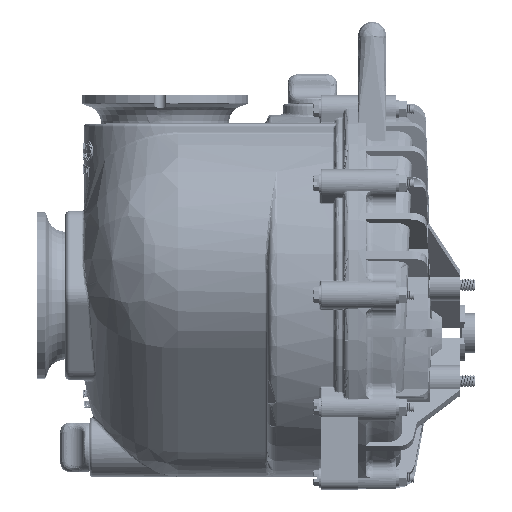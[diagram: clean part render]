
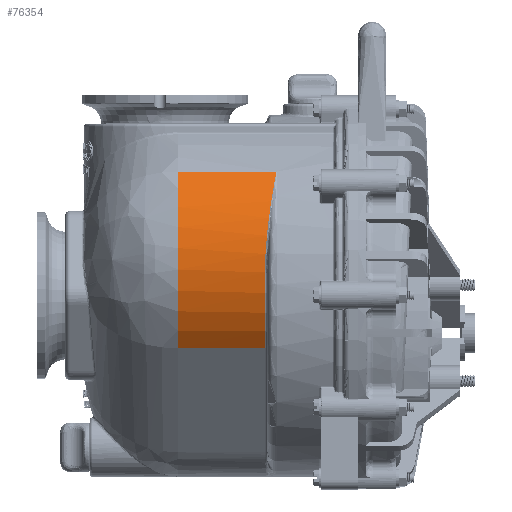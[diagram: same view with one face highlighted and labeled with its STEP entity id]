
A CAD part, top view. The second image highlights one B-rep face of the part: STEP entity #76354.
In plain terms, the highlighted cylindrical face has radius 90.424 mm (diameter 180.848 mm), a partial arc.
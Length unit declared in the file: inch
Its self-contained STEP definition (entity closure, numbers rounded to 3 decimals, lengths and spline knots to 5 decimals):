
#3691=CYLINDRICAL_SURFACE('',#82917,3.56);
#5819=CIRCLE('',#82196,3.56);
#5862=CIRCLE('',#82259,3.56);
#11216=FACE_OUTER_BOUND('',#15835,.T.);
#15835=EDGE_LOOP('',(#62816,#62817,#62818,#62819,#62820));
#19845=B_SPLINE_CURVE_WITH_KNOTS('',3,(#175062,#175063,#175064,#175065,
#175066,#175067,#175068,#175069,#175070,#175071,#175072,#175073,#175074,
#175075,#175076),.UNSPECIFIED.,.F.,.F.,(4,2,1,1,1,1,1,1,1,1,1,4),(-7.60079,
-7.59292,-6.83363,-6.07434,-5.31504,
-4.55575,-3.79646,-3.03717,-2.27788,
-1.51858,-0.75929,0.),.UNSPECIFIED.);
#22692=LINE('',#153844,#27201);
#23544=LINE('',#178392,#28053);
#27201=VECTOR('',#92598,0.3937);
#28053=VECTOR('',#96010,0.3937);
#33321=VERTEX_POINT('',#153841);
#33322=VERTEX_POINT('',#153843);
#34093=VERTEX_POINT('',#174575);
#34137=VERTEX_POINT('',#174962);
#34139=VERTEX_POINT('',#174968);
#42397=EDGE_CURVE('',#33321,#33322,#22692,.T.);
#43603=EDGE_CURVE('',#34093,#33321,#5819,.T.);
#43679=EDGE_CURVE('',#34139,#34137,#5862,.T.);
#43682=EDGE_CURVE('',#33322,#34139,#19845,.T.);
#44469=EDGE_CURVE('',#34093,#34137,#23544,.T.);
#62816=ORIENTED_EDGE('',*,*,#43682,.F.);
#62817=ORIENTED_EDGE('',*,*,#42397,.F.);
#62818=ORIENTED_EDGE('',*,*,#43603,.F.);
#62819=ORIENTED_EDGE('',*,*,#44469,.T.);
#62820=ORIENTED_EDGE('',*,*,#43679,.F.);
#76354=ADVANCED_FACE('',(#11216),#3691,.T.);
#82196=AXIS2_PLACEMENT_3D('',#174577,#94182,#94183);
#82259=AXIS2_PLACEMENT_3D('',#174970,#94333,#94334);
#82917=AXIS2_PLACEMENT_3D('',#178393,#96011,#96012);
#92598=DIRECTION('',(0.,0.,1.));
#94182=DIRECTION('center_axis',(0.,0.,-1.));
#94183=DIRECTION('ref_axis',(-1.,0.031,0.));
#94333=DIRECTION('center_axis',(0.,0.,1.));
#94334=DIRECTION('ref_axis',(-0.943,-0.333,0.));
#96010=DIRECTION('',(0.,0.,1.));
#96011=DIRECTION('center_axis',(0.,0.,1.));
#96012=DIRECTION('ref_axis',(-0.73,0.684,0.));
#153841=CARTESIAN_POINT('',(-3.51737,3.29553,-4.8));
#153843=CARTESIAN_POINT('',(-3.51737,3.29553,-2.17));
#153844=CARTESIAN_POINT('',(-3.51737,3.29553,-7.3));
#174575=CARTESIAN_POINT('',(-3.66151,-1.40894,-4.8));
#174577=CARTESIAN_POINT('Origin',(-0.91948,0.86149,-4.8));
#174962=CARTESIAN_POINT('',(-3.66151,-1.40894,-2.48));
#174968=CARTESIAN_POINT('',(-4.47032,0.60635,-2.48));
#174970=CARTESIAN_POINT('Origin',(-0.91948,0.86149,-2.48));
#175062=CARTESIAN_POINT('Ctrl Pts',(-3.51737,3.29553,
-2.17));
#175063=CARTESIAN_POINT('Ctrl Pts',(-3.51805,3.2948,-2.17015));
#175064=CARTESIAN_POINT('Ctrl Pts',(-3.51874,3.29407,-2.1703));
#175065=CARTESIAN_POINT('Ctrl Pts',(-3.58564,3.22254,-2.18511));
#175066=CARTESIAN_POINT('Ctrl Pts',(-3.71255,3.07527,
-2.21448));
#175067=CARTESIAN_POINT('Ctrl Pts',(-3.88465,2.8388,
-2.25795));
#175068=CARTESIAN_POINT('Ctrl Pts',(-4.03632,2.58984,
-2.29986));
#175069=CARTESIAN_POINT('Ctrl Pts',(-4.16741,2.32885,
-2.33969));
#175070=CARTESIAN_POINT('Ctrl Pts',(-4.27708,2.05675,
-2.37671));
#175071=CARTESIAN_POINT('Ctrl Pts',(-4.36373,1.77763,
-2.40978));
#175072=CARTESIAN_POINT('Ctrl Pts',(-4.42769,1.49011,
-2.43829));
#175073=CARTESIAN_POINT('Ctrl Pts',(-4.46779,1.19669,
-2.46092));
#175074=CARTESIAN_POINT('Ctrl Pts',(-4.48336,0.90085,
-2.47609));
#175075=CARTESIAN_POINT('Ctrl Pts',(-4.47735,0.7041,
-2.48));
#175076=CARTESIAN_POINT('Ctrl Pts',(-4.47032,0.60635,
-2.48));
#178392=CARTESIAN_POINT('',(-3.66151,-1.40894,-7.3));
#178393=CARTESIAN_POINT('Origin',(-0.91948,0.86149,-7.3));
